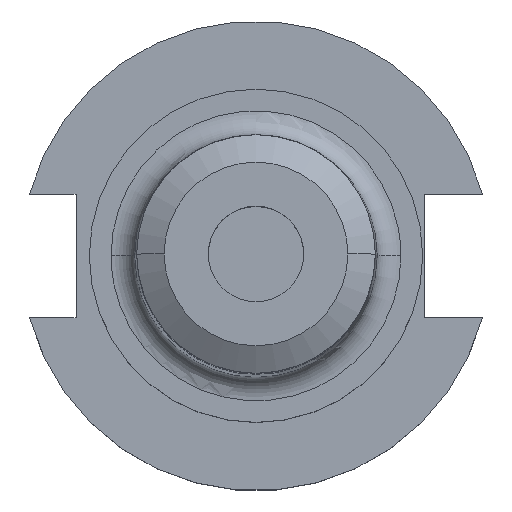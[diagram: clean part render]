
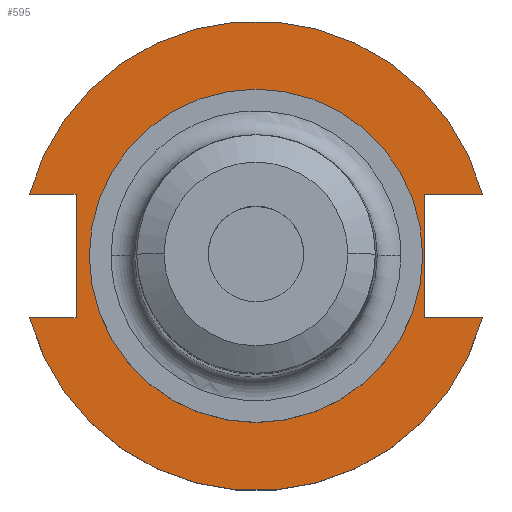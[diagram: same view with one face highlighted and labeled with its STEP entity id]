
A CAD part, top view. The second image highlights one B-rep face of the part: STEP entity #595.
In plain terms, the highlighted planar face has unit normal (0, 0, 1).
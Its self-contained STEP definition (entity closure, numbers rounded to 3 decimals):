
#20 = CARTESIAN_POINT ( 'NONE',  ( 35.306, 12.954, 19.05 ) ) ;
#44 = DIRECTION ( 'NONE',  ( 1., 0., 0. ) ) ;
#62 = CARTESIAN_POINT ( 'NONE',  ( 35.306, -12.954, 19.05 ) ) ;
#66 = AXIS2_PLACEMENT_3D ( 'NONE', #1718, #1406, #903 ) ;
#112 = LINE ( 'NONE', #20, #1707 ) ;
#125 = PLANE ( 'NONE',  #66 ) ;
#146 = EDGE_CURVE ( 'NONE', #318, #1468, #1269, .T. ) ;
#189 = VERTEX_POINT ( 'NONE', #722 ) ;
#199 = CARTESIAN_POINT ( 'NONE',  ( -47.477, -12.954, 19.05 ) ) ;
#218 = CARTESIAN_POINT ( 'NONE',  ( -37.719, -12.954, 19.05 ) ) ;
#235 = EDGE_CURVE ( 'NONE', #1696, #1278, #1057, .T. ) ;
#241 = DIRECTION ( 'NONE',  ( 0., -1., 0. ) ) ;
#252 = AXIS2_PLACEMENT_3D ( 'NONE', #1226, #1212, #1195 ) ;
#289 = CARTESIAN_POINT ( 'NONE',  ( 0., 0., 19.05 ) ) ;
#291 = AXIS2_PLACEMENT_3D ( 'NONE', #289, #811, #616 ) ;
#318 = VERTEX_POINT ( 'NONE', #810 ) ;
#320 = CARTESIAN_POINT ( 'NONE',  ( 35.306, -12.954, 19.05 ) ) ;
#335 = CARTESIAN_POINT ( 'NONE',  ( 47.477, 12.954, 19.05 ) ) ;
#349 = LINE ( 'NONE', #554, #1582 ) ;
#383 = CARTESIAN_POINT ( 'NONE',  ( -37.719, 12.954, 19.05 ) ) ;
#406 = LINE ( 'NONE', #546, #726 ) ;
#499 = VERTEX_POINT ( 'NONE', #916 ) ;
#530 = DIRECTION ( 'NONE',  ( 0., 0., 1. ) ) ;
#546 = CARTESIAN_POINT ( 'NONE',  ( -63.719, -12.954, 19.05 ) ) ;
#554 = CARTESIAN_POINT ( 'NONE',  ( 35.306, 12.954, 19.05 ) ) ;
#595 = ADVANCED_FACE ( 'NONE', ( #1775, #929 ), #125, .T. ) ;
#616 = DIRECTION ( 'NONE',  ( 1., 0., 0. ) ) ;
#627 = CARTESIAN_POINT ( 'NONE',  ( 35.306, 12.954, 19.05 ) ) ;
#631 = VECTOR ( 'NONE', #663, 1000. ) ;
#653 = EDGE_CURVE ( 'NONE', #1278, #189, #1215, .T. ) ;
#663 = DIRECTION ( 'NONE',  ( 0., 1., 0. ) ) ;
#665 = DIRECTION ( 'NONE',  ( 1., 0., 0. ) ) ;
#682 = CIRCLE ( 'NONE', #291, 49.212 ) ;
#701 = CIRCLE ( 'NONE', #1419, 34.925 ) ;
#708 = DIRECTION ( 'NONE',  ( 1., 0., 0. ) ) ;
#722 = CARTESIAN_POINT ( 'NONE',  ( -47.477, 12.954, 19.05 ) ) ;
#726 = VECTOR ( 'NONE', #708, 1000. ) ;
#728 = LINE ( 'NONE', #62, #1262 ) ;
#753 = EDGE_CURVE ( 'NONE', #1458, #499, #682, .T. ) ;
#756 = VERTEX_POINT ( 'NONE', #627 ) ;
#791 = EDGE_LOOP ( 'NONE', ( #1243, #1893, #1692, #1395, #1216, #1494, #1739, #1063 ) ) ;
#810 = CARTESIAN_POINT ( 'NONE',  ( 34.925, 0., 19.05 ) ) ;
#811 = DIRECTION ( 'NONE',  ( 0., 0., 1. ) ) ;
#820 = VERTEX_POINT ( 'NONE', #335 ) ;
#834 = CARTESIAN_POINT ( 'NONE',  ( -37.719, 12.954, 19.05 ) ) ;
#861 = EDGE_CURVE ( 'NONE', #820, #756, #112, .T. ) ;
#866 = VERTEX_POINT ( 'NONE', #320 ) ;
#873 = AXIS2_PLACEMENT_3D ( 'NONE', #1972, #1818, #1450 ) ;
#888 = CARTESIAN_POINT ( 'NONE',  ( -63.719, 12.954, 19.05 ) ) ;
#903 = DIRECTION ( 'NONE',  ( 1., 0., 0. ) ) ;
#916 = CARTESIAN_POINT ( 'NONE',  ( 47.477, -12.954, 19.05 ) ) ;
#929 = FACE_OUTER_BOUND ( 'NONE', #791, .T. ) ;
#961 = CARTESIAN_POINT ( 'NONE',  ( 0., 0., 19.05 ) ) ;
#1057 = LINE ( 'NONE', #383, #631 ) ;
#1063 = ORIENTED_EDGE ( 'NONE', *, *, #1119, .F. ) ;
#1107 = ORIENTED_EDGE ( 'NONE', *, *, #1921, .F. ) ;
#1113 = EDGE_CURVE ( 'NONE', #756, #866, #349, .T. ) ;
#1119 = EDGE_CURVE ( 'NONE', #1458, #1696, #406, .T. ) ;
#1195 = DIRECTION ( 'NONE',  ( 1., 0., 0. ) ) ;
#1212 = DIRECTION ( 'NONE',  ( 0., 0., 1. ) ) ;
#1215 = LINE ( 'NONE', #888, #1642 ) ;
#1216 = ORIENTED_EDGE ( 'NONE', *, *, #1829, .T. ) ;
#1226 = CARTESIAN_POINT ( 'NONE',  ( 0., 0., 19.05 ) ) ;
#1243 = ORIENTED_EDGE ( 'NONE', *, *, #753, .T. ) ;
#1262 = VECTOR ( 'NONE', #665, 1000. ) ;
#1269 = CIRCLE ( 'NONE', #252, 34.925 ) ;
#1278 = VERTEX_POINT ( 'NONE', #834 ) ;
#1395 = ORIENTED_EDGE ( 'NONE', *, *, #861, .F. ) ;
#1406 = DIRECTION ( 'NONE',  ( 0., 0., 1. ) ) ;
#1419 = AXIS2_PLACEMENT_3D ( 'NONE', #961, #530, #44 ) ;
#1450 = DIRECTION ( 'NONE',  ( 1., 0., 0. ) ) ;
#1458 = VERTEX_POINT ( 'NONE', #199 ) ;
#1468 = VERTEX_POINT ( 'NONE', #1522 ) ;
#1494 = ORIENTED_EDGE ( 'NONE', *, *, #653, .F. ) ;
#1522 = CARTESIAN_POINT ( 'NONE',  ( -34.925, 0., 19.05 ) ) ;
#1567 = DIRECTION ( 'NONE',  ( -1., 0., 0. ) ) ;
#1582 = VECTOR ( 'NONE', #241, 1000. ) ;
#1642 = VECTOR ( 'NONE', #1567, 1000. ) ;
#1659 = EDGE_CURVE ( 'NONE', #866, #499, #728, .T. ) ;
#1692 = ORIENTED_EDGE ( 'NONE', *, *, #1113, .F. ) ;
#1696 = VERTEX_POINT ( 'NONE', #218 ) ;
#1707 = VECTOR ( 'NONE', #1787, 1000. ) ;
#1708 = CIRCLE ( 'NONE', #873, 49.212 ) ;
#1718 = CARTESIAN_POINT ( 'NONE',  ( 0., 49.212, 19.05 ) ) ;
#1739 = ORIENTED_EDGE ( 'NONE', *, *, #235, .F. ) ;
#1775 = FACE_BOUND ( 'NONE', #1983, .T. ) ;
#1787 = DIRECTION ( 'NONE',  ( -1., 0., 0. ) ) ;
#1818 = DIRECTION ( 'NONE',  ( 0., 0., 1. ) ) ;
#1829 = EDGE_CURVE ( 'NONE', #820, #189, #1708, .T. ) ;
#1893 = ORIENTED_EDGE ( 'NONE', *, *, #1659, .F. ) ;
#1921 = EDGE_CURVE ( 'NONE', #1468, #318, #701, .T. ) ;
#1922 = ORIENTED_EDGE ( 'NONE', *, *, #146, .F. ) ;
#1972 = CARTESIAN_POINT ( 'NONE',  ( 0., 0., 19.05 ) ) ;
#1983 = EDGE_LOOP ( 'NONE', ( #1922, #1107 ) ) ;
